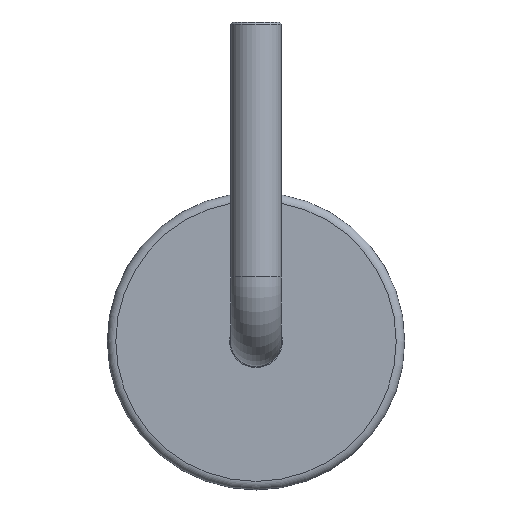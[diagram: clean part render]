
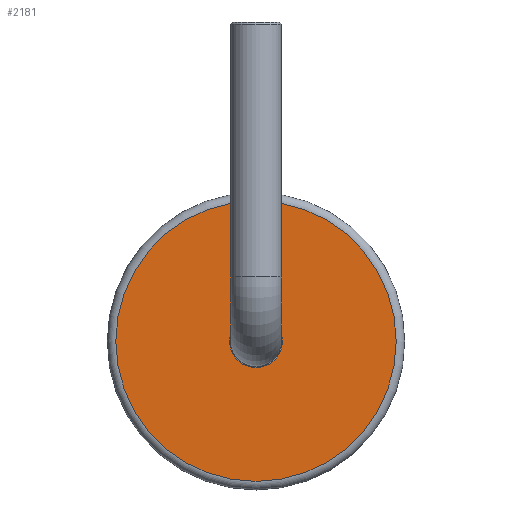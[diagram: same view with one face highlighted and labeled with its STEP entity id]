
A CAD part, top view. The second image highlights one B-rep face of the part: STEP entity #2181.
In plain terms, the highlighted planar face has unit normal (0, 0, 1).
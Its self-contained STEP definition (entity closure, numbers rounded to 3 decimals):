
#58 = CIRCLE ( 'NONE', #8347, 33. ) ;
#770 = DIRECTION ( 'NONE',  ( 0., 1., 0. ) ) ;
#2181 = ADVANCED_FACE ( 'NONE', ( #12519, #10986 ), #15112, .F. ) ;
#2747 = CARTESIAN_POINT ( 'NONE',  ( 0., 33., 12. ) ) ;
#2835 = AXIS2_PLACEMENT_3D ( 'NONE', #2855, #13821, #6620 ) ;
#2855 = CARTESIAN_POINT ( 'NONE',  ( 0., -6.2, 12. ) ) ;
#3548 = EDGE_CURVE ( 'NONE', #11868, #11868, #7502, .T. ) ;
#4072 = ORIENTED_EDGE ( 'NONE', *, *, #10907, .F. ) ;
#4171 = DIRECTION ( 'NONE',  ( 0., 0., -1. ) ) ;
#5035 = ORIENTED_EDGE ( 'NONE', *, *, #3548, .T. ) ;
#5247 = CARTESIAN_POINT ( 'NONE',  ( 0., 0., 12. ) ) ;
#6184 = EDGE_LOOP ( 'NONE', ( #5035 ) ) ;
#6620 = DIRECTION ( 'NONE',  ( 0., 1., 0. ) ) ;
#7502 = CIRCLE ( 'NONE', #15720, 6.2 ) ;
#8205 = DIRECTION ( 'NONE',  ( 0., 0., -1. ) ) ;
#8303 = EDGE_LOOP ( 'NONE', ( #4072 ) ) ;
#8347 = AXIS2_PLACEMENT_3D ( 'NONE', #13096, #8205, #770 ) ;
#8390 = VERTEX_POINT ( 'NONE', #2747 ) ;
#10907 = EDGE_CURVE ( 'NONE', #8390, #8390, #58, .T. ) ;
#10986 = FACE_BOUND ( 'NONE', #6184, .T. ) ;
#11292 = CARTESIAN_POINT ( 'NONE',  ( 0., 6.2, 12. ) ) ;
#11868 = VERTEX_POINT ( 'NONE', #11292 ) ;
#12519 = FACE_OUTER_BOUND ( 'NONE', #8303, .T. ) ;
#13096 = CARTESIAN_POINT ( 'NONE',  ( 0., 0., 12. ) ) ;
#13821 = DIRECTION ( 'NONE',  ( 0., 0., -1. ) ) ;
#15070 = DIRECTION ( 'NONE',  ( 0., 1., 0. ) ) ;
#15112 = PLANE ( 'NONE',  #2835 ) ;
#15720 = AXIS2_PLACEMENT_3D ( 'NONE', #5247, #4171, #15070 ) ;
